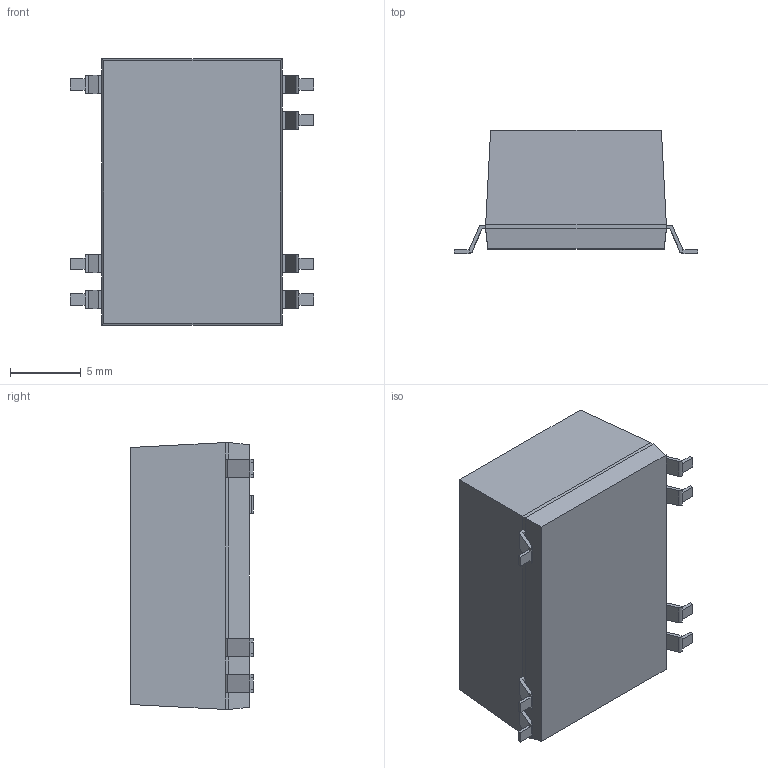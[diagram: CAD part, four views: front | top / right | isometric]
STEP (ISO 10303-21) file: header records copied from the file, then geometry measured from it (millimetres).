
FILE_DESCRIPTION (( 'STEP AP214' ), '1' );
FILE_NAME ('TDR 3SM.STEP', '2018-10-15T10:15:30', ( 'user' ), ( '' ), 'SwSTEP 2.0', 'SolidWorks 2016', '' );
FILE_SCHEMA (( 'AUTOMOTIVE_DESIGN' ));
Length unit declared in the file: millimetre
Products named in the file (1): TDR 3SM
Bounding box: 17.22 x 8.7 x 18.9 mm (x, y, z)
Volume: 1958.2 mm3; surface area: 1041.1 mm2
Topology: 1 solids, 1 shells, 129 faces, 314 edges, 188 vertices
Faces by surface type: plane 113, cylinder 16
Entity records: 5101 total; most frequent: CARTESIAN_POINT 632, ORIENTED_EDGE 628, DIRECTION 606, EDGE_CURVE 314, VECTOR 282, LINE 282, VERTEX_POINT 188, AXIS2_PLACEMENT_3D 162
